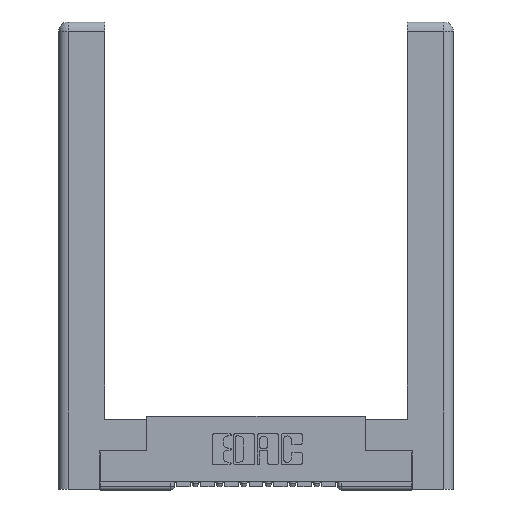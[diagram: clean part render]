
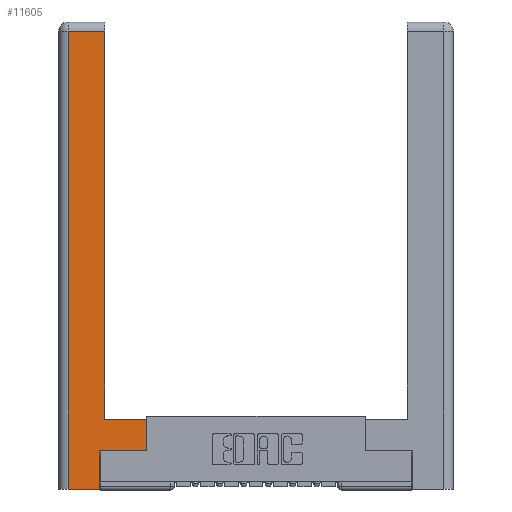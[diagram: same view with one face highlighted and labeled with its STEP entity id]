
A CAD part, top view. The second image highlights one B-rep face of the part: STEP entity #11605.
In plain terms, the highlighted planar face has unit normal (0, 0, 1).
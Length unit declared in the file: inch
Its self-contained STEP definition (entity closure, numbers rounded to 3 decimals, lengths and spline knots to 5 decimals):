
#133 = LINE ( 'NONE', #7095, #1157 ) ;
#347 = CARTESIAN_POINT ( 'NONE',  ( 0.265, 0.245, 0. ) ) ;
#354 = CARTESIAN_POINT ( 'NONE',  ( 0.295, 0.45, 0. ) ) ;
#425 = EDGE_CURVE ( 'NONE', #8365, #3810, #9142, .T. ) ;
#461 = DIRECTION ( 'NONE',  ( 0., -1., 0. ) ) ;
#613 = ORIENTED_EDGE ( 'NONE', *, *, #12226, .T. ) ;
#999 = EDGE_CURVE ( 'NONE', #1038, #11704, #8303, .T. ) ;
#1038 = VERTEX_POINT ( 'NONE', #11035 ) ;
#1136 = ORIENTED_EDGE ( 'NONE', *, *, #1897, .T. ) ;
#1157 = VECTOR ( 'NONE', #1811, 39.37008 ) ;
#1242 = VERTEX_POINT ( 'NONE', #8473 ) ;
#1811 = DIRECTION ( 'NONE',  ( -1., 0., 0. ) ) ;
#1814 = ORIENTED_EDGE ( 'NONE', *, *, #425, .T. ) ;
#1897 = EDGE_CURVE ( 'NONE', #6005, #8365, #8457, .T. ) ;
#2098 = DIRECTION ( 'NONE',  ( 0., 1., 0. ) ) ;
#2127 = VECTOR ( 'NONE', #4556, 39.37008 ) ;
#2200 = CARTESIAN_POINT ( 'NONE',  ( 0.0615, 0., 0. ) ) ;
#2215 = VECTOR ( 'NONE', #2098, 39.37008 ) ;
#3101 = PLANE ( 'NONE',  #11917 ) ;
#3263 = CARTESIAN_POINT ( 'NONE',  ( 0.565, 0.45, 0. ) ) ;
#3642 = CARTESIAN_POINT ( 'NONE',  ( 0.565, 0.245, 0. ) ) ;
#3654 = LINE ( 'NONE', #12403, #8018 ) ;
#3810 = VERTEX_POINT ( 'NONE', #11129 ) ;
#3829 = LINE ( 'NONE', #8846, #2127 ) ;
#4556 = DIRECTION ( 'NONE',  ( 1., 0., 0. ) ) ;
#5088 = VECTOR ( 'NONE', #461, 39.37008 ) ;
#5490 = EDGE_CURVE ( 'NONE', #11704, #6005, #3829, .T. ) ;
#5671 = DIRECTION ( 'NONE',  ( 1., 0., 0. ) ) ;
#5672 = EDGE_CURVE ( 'NONE', #3810, #10203, #3654, .T. ) ;
#5843 = EDGE_CURVE ( 'NONE', #10203, #6204, #10512, .T. ) ;
#6005 = VERTEX_POINT ( 'NONE', #6502 ) ;
#6130 = FACE_OUTER_BOUND ( 'NONE', #7840, .T. ) ;
#6204 = VERTEX_POINT ( 'NONE', #354 ) ;
#6502 = CARTESIAN_POINT ( 'NONE',  ( 0.265, 0., 0. ) ) ;
#6867 = DIRECTION ( 'NONE',  ( 0., 1., 0. ) ) ;
#7095 = CARTESIAN_POINT ( 'NONE',  ( 0.0615, 2.94, 0. ) ) ;
#7392 = DIRECTION ( 'NONE',  ( -1., 0., 0. ) ) ;
#7545 = CARTESIAN_POINT ( 'NONE',  ( 0.295, 3., 0. ) ) ;
#7840 = EDGE_LOOP ( 'NONE', ( #613, #10658, #11738, #10547, #1136, #1814, #8907, #13867 ) ) ;
#8018 = VECTOR ( 'NONE', #8235, 39.37008 ) ;
#8235 = DIRECTION ( 'NONE',  ( 0., 1., 0. ) ) ;
#8303 = LINE ( 'NONE', #13320, #5088 ) ;
#8365 = VERTEX_POINT ( 'NONE', #8676 ) ;
#8382 = CARTESIAN_POINT ( 'NONE',  ( 0.295, 0.45, 0. ) ) ;
#8384 = CARTESIAN_POINT ( 'NONE',  ( 0., 0., 0. ) ) ;
#8457 = LINE ( 'NONE', #347, #10948 ) ;
#8473 = CARTESIAN_POINT ( 'NONE',  ( 0.295, 2.94, 0. ) ) ;
#8676 = CARTESIAN_POINT ( 'NONE',  ( 0.265, 0.245, 0. ) ) ;
#8846 = CARTESIAN_POINT ( 'NONE',  ( 0.265, 0., 0. ) ) ;
#8907 = ORIENTED_EDGE ( 'NONE', *, *, #5672, .T. ) ;
#9142 = LINE ( 'NONE', #3642, #11808 ) ;
#9450 = DIRECTION ( 'NONE',  ( -1., 0., 0. ) ) ;
#9846 = EDGE_CURVE ( 'NONE', #1242, #1038, #133, .T. ) ;
#10173 = VECTOR ( 'NONE', #9450, 39.37008 ) ;
#10203 = VERTEX_POINT ( 'NONE', #3263 ) ;
#10512 = LINE ( 'NONE', #8382, #10173 ) ;
#10547 = ORIENTED_EDGE ( 'NONE', *, *, #5490, .T. ) ;
#10658 = ORIENTED_EDGE ( 'NONE', *, *, #9846, .T. ) ;
#10948 = VECTOR ( 'NONE', #6867, 39.37008 ) ;
#11035 = CARTESIAN_POINT ( 'NONE',  ( 0.0615, 2.94, 0. ) ) ;
#11129 = CARTESIAN_POINT ( 'NONE',  ( 0.565, 0.245, 0. ) ) ;
#11283 = LINE ( 'NONE', #7545, #2215 ) ;
#11605 = ADVANCED_FACE ( 'NONE', ( #6130 ), #3101, .F. ) ;
#11645 = DIRECTION ( 'NONE',  ( 0., 0., -1. ) ) ;
#11704 = VERTEX_POINT ( 'NONE', #2200 ) ;
#11738 = ORIENTED_EDGE ( 'NONE', *, *, #999, .T. ) ;
#11808 = VECTOR ( 'NONE', #5671, 39.37008 ) ;
#11917 = AXIS2_PLACEMENT_3D ( 'NONE', #8384, #11645, #7392 ) ;
#12226 = EDGE_CURVE ( 'NONE', #6204, #1242, #11283, .T. ) ;
#12403 = CARTESIAN_POINT ( 'NONE',  ( 0.565, 0.45, 0. ) ) ;
#13320 = CARTESIAN_POINT ( 'NONE',  ( 0.0615, 0., 0. ) ) ;
#13867 = ORIENTED_EDGE ( 'NONE', *, *, #5843, .T. ) ;
